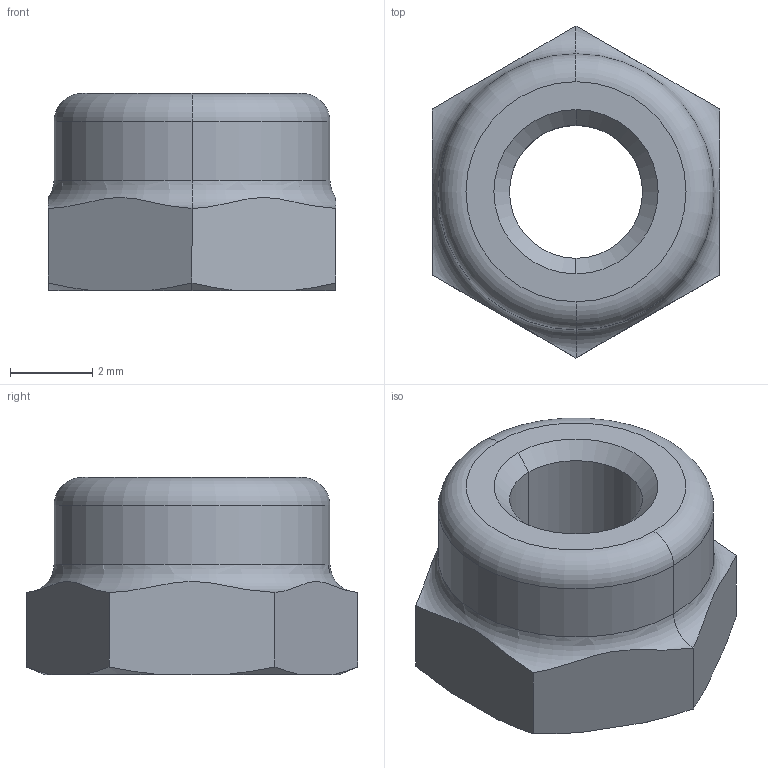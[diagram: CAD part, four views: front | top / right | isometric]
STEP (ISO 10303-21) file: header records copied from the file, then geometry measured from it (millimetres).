
FILE_DESCRIPTION (( 'STEP AP203' ), '1' );
FILE_NAME ('ecrou_uni_7474-m4x0_7-4_8-5s_Défaut_sldprt.STEP', '2017-12-12T20:33:27', ( '' ), ( '' ), 'SwSTEP 2.0', 'SolidWorks 2016', '' );
FILE_SCHEMA (( 'CONFIG_CONTROL_DESIGN' ));
Length unit declared in the file: millimetre
Products named in the file (1): ecrou_uni_7474-m4x0_7-4_8-5s_Défaut_sldprt
Bounding box: 7 x 8.09 x 4.8 mm (x, y, z)
Volume: 142.7 mm3; surface area: 209.8 mm2
Topology: 1 solids, 1 shells, 27 faces, 64 edges, 39 vertices
Faces by surface type: cone 11, plane 8, torus 4, cylinder 4
Entity records: 922 total; most frequent: CARTESIAN_POINT 233, ORIENTED_EDGE 128, DIRECTION 127, EDGE_CURVE 64, AXIS2_PLACEMENT_3D 53, VERTEX_POINT 39, EDGE_LOOP 29, ADVANCED_FACE 27
